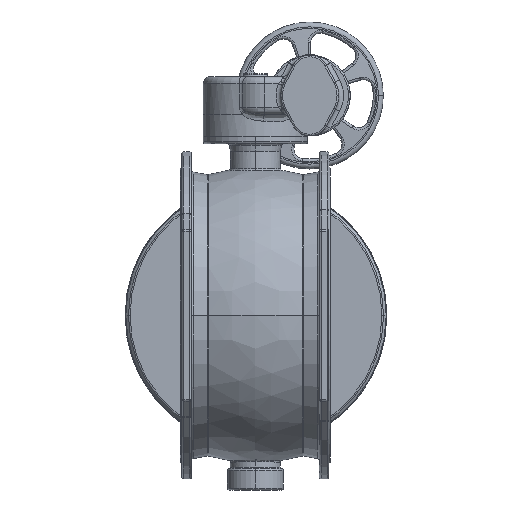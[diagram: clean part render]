
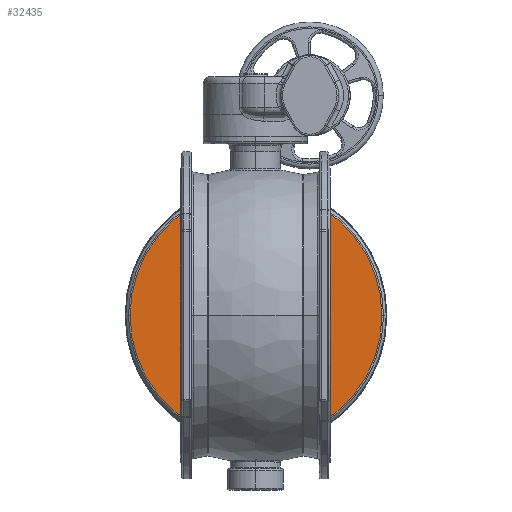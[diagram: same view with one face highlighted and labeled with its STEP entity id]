
A CAD part, front view. The second image highlights one B-rep face of the part: STEP entity #32435.
In plain terms, the highlighted planar face has unit normal (0, -1, 0).
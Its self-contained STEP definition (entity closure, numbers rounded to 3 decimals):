
#31057=CARTESIAN_POINT('',(0.,0.,0.));
#31058=DIRECTION('',(0.,1.,0.));
#31059=DIRECTION('',(1.,0.,0.));
#31060=AXIS2_PLACEMENT_3D('',#31057,#31058,#31059);
#31062=CARTESIAN_POINT('',(0.,0.,0.));
#31063=DIRECTION('',(0.,1.,0.));
#31064=DIRECTION('',(-1.,0.,0.));
#31065=AXIS2_PLACEMENT_3D('',#31062,#31063,#31064);
#31081=CARTESIAN_POINT('',(428.469,0.,
0.));
#31082=CARTESIAN_POINT('',(-428.469,0.,
0.));
#31083=VERTEX_POINT('',#31081);
#31084=VERTEX_POINT('',#31082);
#32426=CARTESIAN_POINT('',(0.,0.,0.));
#32427=DIRECTION('',(0.,-1.,0.));
#32428=DIRECTION('',(-1.,0.,0.));
#32429=AXIS2_PLACEMENT_3D('',#32426,#32427,#32428);
#32430=PLANE('',#32429);
#32431=ORIENTED_EDGE('',*,*,#32408,.T.);
#32432=ORIENTED_EDGE('',*,*,#32393,.T.);
#32433=EDGE_LOOP('',(#32431,#32432));
#32434=FACE_OUTER_BOUND('',#32433,.F.);
#32435=ADVANCED_FACE('',(#32434),#32430,.T.);
#31061=CIRCLE('',#31060,428.469);
#31066=CIRCLE('',#31065,428.469);
#32393=EDGE_CURVE('',#31084,#31083,#31066,.T.);
#32408=EDGE_CURVE('',#31083,#31084,#31061,.T.);
